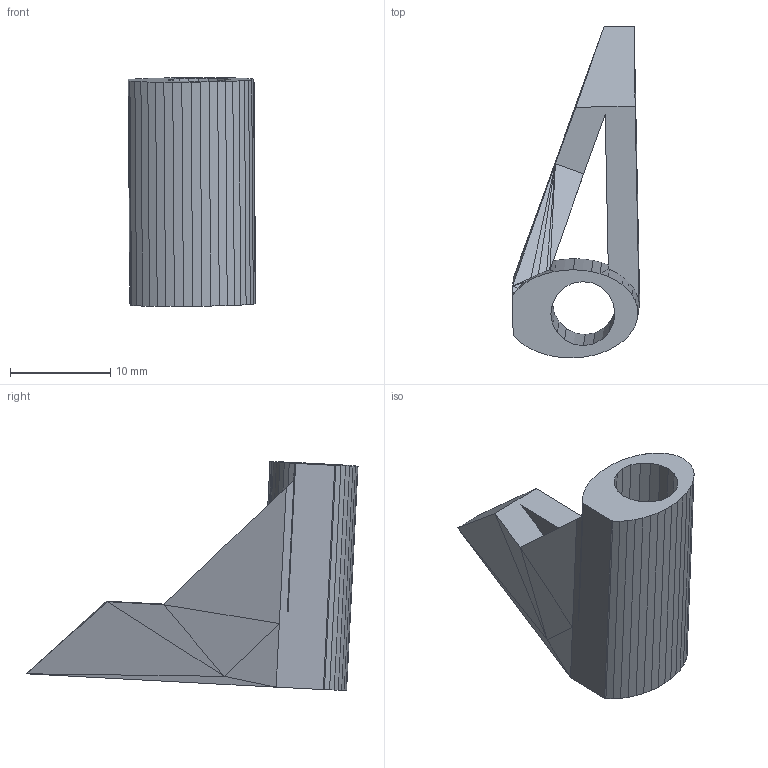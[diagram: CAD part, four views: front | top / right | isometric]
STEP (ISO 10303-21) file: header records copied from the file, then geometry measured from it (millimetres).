
FILE_DESCRIPTION(('FreeCAD Model'),'2;1');
FILE_NAME('Sstruder_v2_pressblock_handle.step','2017-05-30T14:02:46',( 'Author'),(''),'Open CASCADE STEP processor 6.8','FreeCAD','Unknown' );
FILE_SCHEMA(('AUTOMOTIVE_DESIGN_CC2 { 1 2 10303 214 -1 1 5 4 }'));
Length unit declared in the file: millimetre
Products named in the file (2): ASSEMBLY; Solid
Assembly tree (1 placements, depth 2):
  ASSEMBLY
    Solid
Bounding box: 12.7 x 33.13 x 22.83 mm (x, y, z)
Volume: 2420.7 mm3; surface area: 2254.2 mm2
Topology: 1 solids, 1 shells, 99 faces, 243 edges, 145 vertices
Faces by surface type: plane 99
Entity records: 5953 total; most frequent: CARTESIAN_POINT 1017, DIRECTION 889, LINE 687, VECTOR 687, ORIENTED_EDGE 486, PCURVE 486, DEFINITIONAL_REPRESENTATION 486, EDGE_CURVE 243
